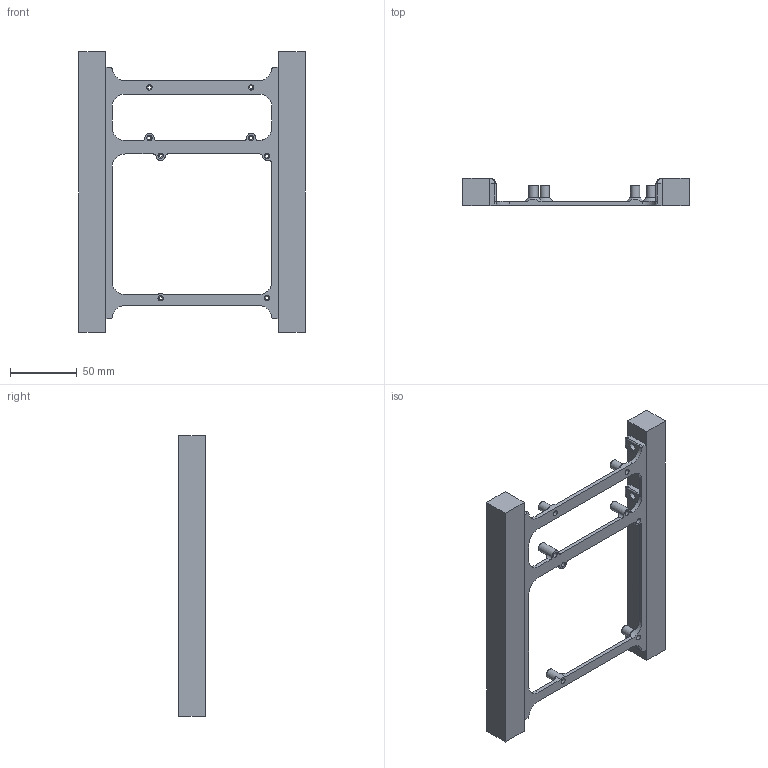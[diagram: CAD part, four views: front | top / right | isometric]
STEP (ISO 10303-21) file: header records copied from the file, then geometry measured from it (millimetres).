
FILE_DESCRIPTION(/* description */ (''),/* implementation_level */ '2;1');
FILE_NAME(/* name */ 'B-Fysetc_S6_BTT_Mount-F.stp',/* time_stamp */ '2020-10-11T20:11:18-07:00',/* author */ (''),/* organization */ (''),/* preprocessor_version */ 'ST-DEVELOPER v18.1',/* originating_system */ 'Autodesk Translation Framework v9.3.0.1241',/* authorisation */ '');
FILE_SCHEMA (('AUTOMOTIVE_DESIGN { 1 0 10303 214 3 1 1 }'));
Length unit declared in the file: millimetre
Products named in the file (1): FusionComponent
Bounding box: 170 x 20 x 210.31 mm (x, y, z)
Volume: 192332.2 mm3; surface area: 56730 mm2
Topology: 3 solids, 3 shells, 195 faces, 529 edges, 326 vertices
Faces by surface type: cylinder 95, plane 64, cone 24, bspline 12
Full cylindrical faces by diameter (mm): 2.6 x8, 4 x8, 5.5 x6, 7 x8
Entity records: 6584 total; most frequent: CARTESIAN_POINT 1592, DIRECTION 1059, ORIENTED_EDGE 1034, EDGE_CURVE 517, AXIS2_PLACEMENT_3D 395, VERTEX_POINT 326, LINE 269, VECTOR 269
